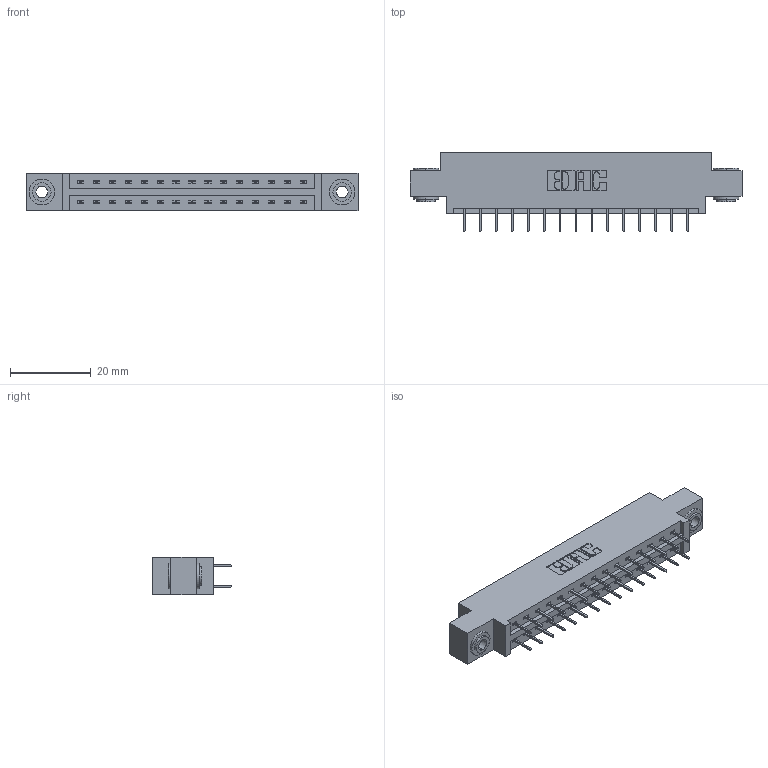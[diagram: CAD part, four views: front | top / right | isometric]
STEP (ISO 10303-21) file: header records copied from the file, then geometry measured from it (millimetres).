
FILE_DESCRIPTION (( 'STEP AP203' ), '1' );
FILE_NAME ('337-030-524-803.STEP', '2019-10-10T23:36:19', ( '' ), ( '' ), 'SwSTEP 2.0', 'SolidWorks 2016', '' );
FILE_SCHEMA (( 'CONFIG_CONTROL_DESIGN' ));
Length unit declared in the file: inch
Products named in the file (4): 345-292-001_345-293-124; 345-250-002_345-250-002-102; 337 Part_0.170 Offset - 0.156 Dia-TH; 337-030-524-803
Assembly tree (33 placements, depth 2):
  337-030-524-803
    337 Part_0.170 Offset - 0.156 Dia-TH
    345-292-001_345-293-124  x30
    345-250-002_345-250-002-102  x2
Bounding box: 82.45 x 19.69 x 9.4 mm (x, y, z)
Volume: 8186.2 mm3; surface area: 9183.8 mm2
Topology: 33 solids, 33 shells, 1896 faces, 5349 edges, 3442 vertices
Faces by surface type: plane 1404, cylinder 484, cone 8
Entity records: 15978 total; most frequent: CARTESIAN_POINT 2689, ORIENTED_EDGE 2618, DIRECTION 2371, EDGE_CURVE 1309, VECTOR 1161, LINE 1161, VERTEX_POINT 866, AXIS2_PLACEMENT_3D 605
